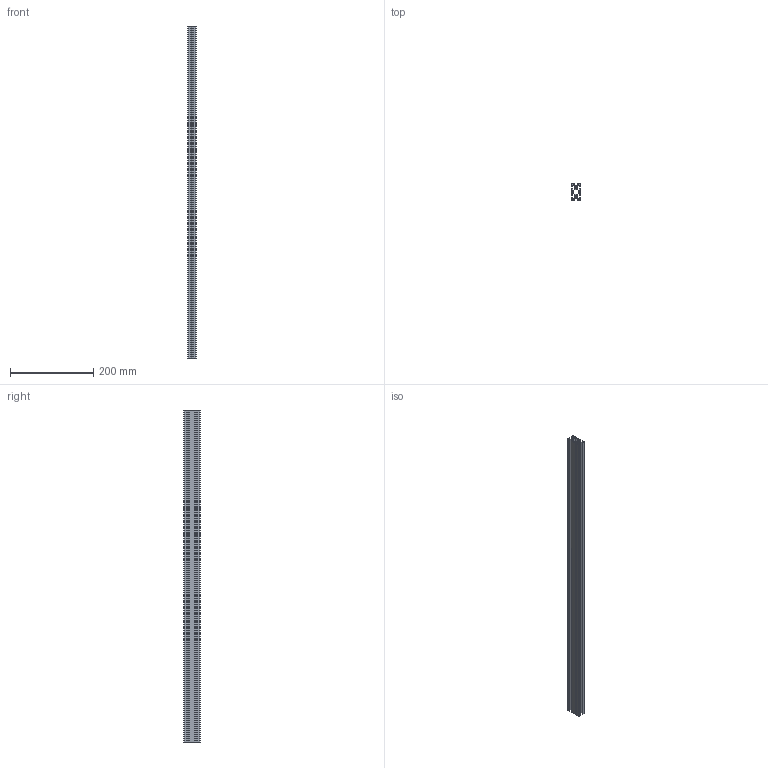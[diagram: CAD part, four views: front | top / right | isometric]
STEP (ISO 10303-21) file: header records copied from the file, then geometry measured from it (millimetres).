
FILE_DESCRIPTION( ( 'STEP AP203' ), ' ' );
FILE_NAME( 'NFS5-2040-800.stp', '2018-04-05T17:58:51', ( '' ), ( '' ), ' ', 'PARTsolutions', ' ' );
FILE_SCHEMA( ( 'CONFIG_CONTROL_DESIGN' ) );
Length unit declared in the file: millimetre
Products named in the file (1): _NFS5-2040-800
Bounding box: 20 x 40 x 800 mm (x, y, z)
Volume: 257949.1 mm3; surface area: 252338.3 mm2
Topology: 1 solids, 1 shells, 134 faces, 396 edges, 264 vertices
Faces by surface type: plane 108, cylinder 26
Full cylindrical faces by diameter (mm): 4.2 x2
Entity records: 4478 total; most frequent: CARTESIAN_POINT 793, ORIENTED_EDGE 788, DIRECTION 716, EDGE_CURVE 394, LINE 342, VECTOR 342, VERTEX_POINT 264, AXIS2_PLACEMENT_3D 187
